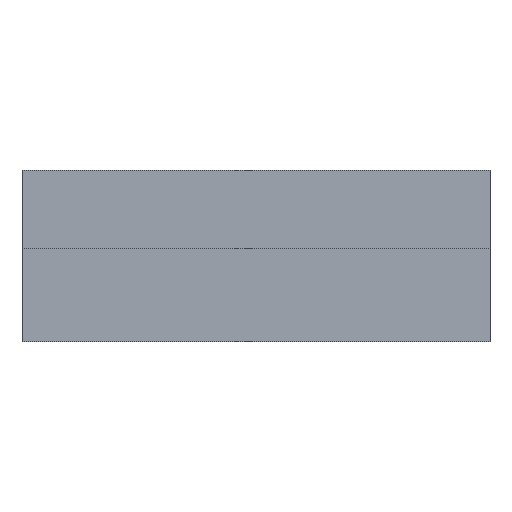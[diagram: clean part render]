
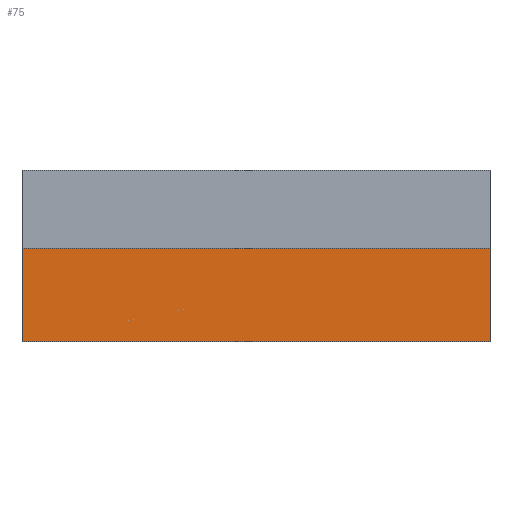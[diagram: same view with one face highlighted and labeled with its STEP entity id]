
A CAD part, front view. The second image highlights one B-rep face of the part: STEP entity #75.
In plain terms, the highlighted planar face has unit normal (0, -1, 0).
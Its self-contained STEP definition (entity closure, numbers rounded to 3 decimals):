
#14 = CARTESIAN_POINT ( 'NONE',  ( 54., -0.75, -10. ) ) ;
#25 = DIRECTION ( 'NONE',  ( 0., 1., 0. ) ) ;
#36 = CARTESIAN_POINT ( 'NONE',  ( -6., -0.75, -22. ) ) ;
#38 = LINE ( 'NONE', #212, #314 ) ;
#58 = ORIENTED_EDGE ( 'NONE', *, *, #87, .F. ) ;
#75 = ADVANCED_FACE ( 'NONE', ( #232 ), #147, .F. ) ;
#87 = EDGE_CURVE ( 'NONE', #289, #188, #169, .T. ) ;
#93 = DIRECTION ( 'NONE',  ( 0., 0., 1. ) ) ;
#109 = DIRECTION ( 'NONE',  ( 0., 0., -1. ) ) ;
#113 = DIRECTION ( 'NONE',  ( 0., 0., -1. ) ) ;
#115 = EDGE_CURVE ( 'NONE', #175, #289, #182, .T. ) ;
#116 = DIRECTION ( 'NONE',  ( -1., 0., 0. ) ) ;
#128 = VECTOR ( 'NONE', #113, 1000. ) ;
#131 = VERTEX_POINT ( 'NONE', #146 ) ;
#135 = DIRECTION ( 'NONE',  ( -1., 0., 0. ) ) ;
#138 = CARTESIAN_POINT ( 'NONE',  ( 54., -0.75, -22. ) ) ;
#141 = ORIENTED_EDGE ( 'NONE', *, *, #115, .F. ) ;
#145 = CARTESIAN_POINT ( 'NONE',  ( 54., -0.75, -10. ) ) ;
#146 = CARTESIAN_POINT ( 'NONE',  ( -6., -0.75, -10. ) ) ;
#147 = PLANE ( 'NONE',  #275 ) ;
#169 = LINE ( 'NONE', #287, #293 ) ;
#174 = CARTESIAN_POINT ( 'NONE',  ( 54., -0.75, -10. ) ) ;
#175 = VERTEX_POINT ( 'NONE', #205 ) ;
#182 = LINE ( 'NONE', #145, #128 ) ;
#188 = VERTEX_POINT ( 'NONE', #36 ) ;
#205 = CARTESIAN_POINT ( 'NONE',  ( 54., -0.75, -10. ) ) ;
#207 = ORIENTED_EDGE ( 'NONE', *, *, #229, .T. ) ;
#212 = CARTESIAN_POINT ( 'NONE',  ( -6., -0.75, -10. ) ) ;
#229 = EDGE_CURVE ( 'NONE', #175, #131, #295, .T. ) ;
#232 = FACE_OUTER_BOUND ( 'NONE', #260, .T. ) ;
#260 = EDGE_LOOP ( 'NONE', ( #207, #299, #58, #141 ) ) ;
#275 = AXIS2_PLACEMENT_3D ( 'NONE', #174, #25, #93 ) ;
#286 = EDGE_CURVE ( 'NONE', #131, #188, #38, .T. ) ;
#287 = CARTESIAN_POINT ( 'NONE',  ( 54., -0.75, -22. ) ) ;
#288 = VECTOR ( 'NONE', #135, 1000. ) ;
#289 = VERTEX_POINT ( 'NONE', #138 ) ;
#293 = VECTOR ( 'NONE', #116, 1000. ) ;
#295 = LINE ( 'NONE', #14, #288 ) ;
#299 = ORIENTED_EDGE ( 'NONE', *, *, #286, .T. ) ;
#314 = VECTOR ( 'NONE', #109, 1000. ) ;
